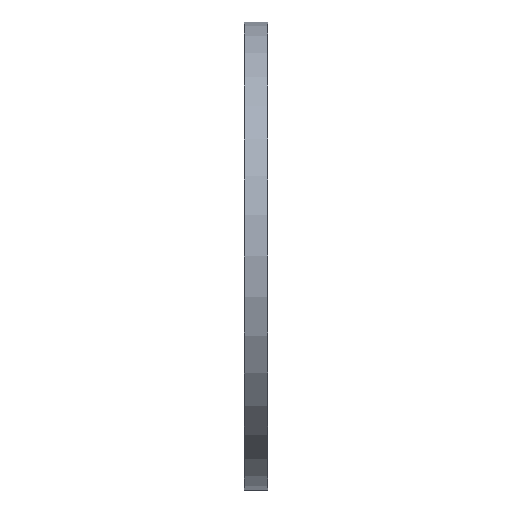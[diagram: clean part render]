
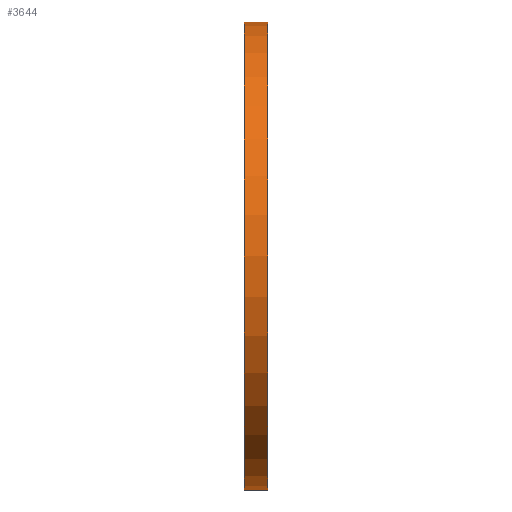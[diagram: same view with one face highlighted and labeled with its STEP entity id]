
A CAD part, front view. The second image highlights one B-rep face of the part: STEP entity #3644.
In plain terms, the highlighted cylindrical face has radius 8 mm (diameter 16 mm), a full revolution.
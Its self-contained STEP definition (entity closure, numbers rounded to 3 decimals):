
#765=FACE_BOUND('',#964,.T.);
#768=FACE_OUTER_BOUND('',#963,.T.);
#963=EDGE_LOOP('',(#2367));
#964=EDGE_LOOP('',(#2368));
#1161=CIRCLE('',#3842,8.);
#1162=CIRCLE('',#3843,8.);
#1403=VERTEX_POINT('',#5492);
#1404=VERTEX_POINT('',#5494);
#1789=EDGE_CURVE('',#1403,#1403,#1161,.T.);
#1790=EDGE_CURVE('',#1404,#1404,#1162,.T.);
#2367=ORIENTED_EDGE('',*,*,#1789,.T.);
#2368=ORIENTED_EDGE('',*,*,#1790,.T.);
#3523=CYLINDRICAL_SURFACE('',#3841,8.);
#3644=ADVANCED_FACE('',(#768,#765),#3523,.T.);
#3841=AXIS2_PLACEMENT_3D('',#5491,#4280,#4281);
#3842=AXIS2_PLACEMENT_3D('',#5493,#4282,#4283);
#3843=AXIS2_PLACEMENT_3D('',#5495,#4284,#4285);
#4280=DIRECTION('center_axis',(1.,0.,0.));
#4281=DIRECTION('ref_axis',(0.,0.,-1.));
#4282=DIRECTION('center_axis',(1.,0.,0.));
#4283=DIRECTION('ref_axis',(0.,0.,-1.));
#4284=DIRECTION('center_axis',(-1.,0.,0.));
#4285=DIRECTION('ref_axis',(0.,0.,-1.));
#5491=CARTESIAN_POINT('Origin',(10.945,0.,7.975));
#5492=CARTESIAN_POINT('',(10.945,0.,15.975));
#5493=CARTESIAN_POINT('Origin',(10.945,0.,7.975));
#5494=CARTESIAN_POINT('',(11.745,0.,15.975));
#5495=CARTESIAN_POINT('Origin',(11.745,0.,7.975));
